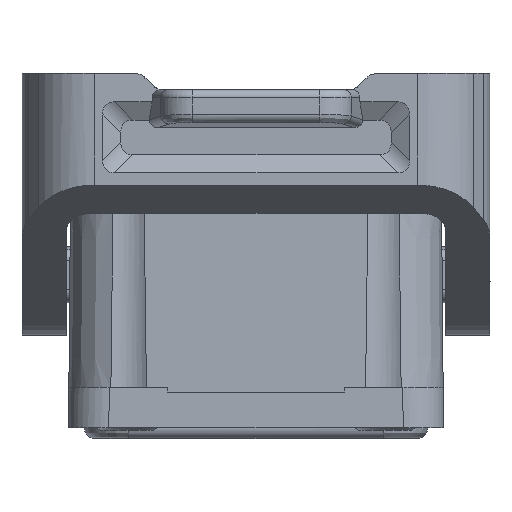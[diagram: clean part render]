
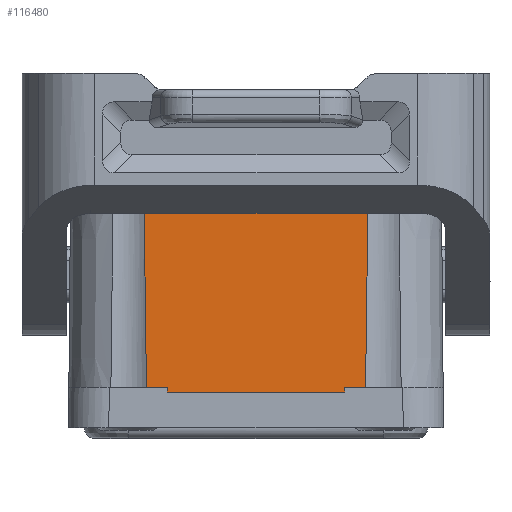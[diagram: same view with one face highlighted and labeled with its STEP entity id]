
A CAD part, left-side view. The second image highlights one B-rep face of the part: STEP entity #116480.
In plain terms, the highlighted face is planar.
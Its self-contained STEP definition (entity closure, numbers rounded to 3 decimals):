
#17630=CARTESIAN_POINT('',(58.753,23.6,-13.865))
;
#17640=VERTEX_POINT('',#17630);
#17670=CARTESIAN_POINT('',(58.753,23.6,0.));
#17680=DIRECTION('',(0.,0.,1.));
#17690=VECTOR('',#17680,1.);
#17700=LINE('',#17670,#17690);
#17710=CARTESIAN_POINT('',(58.753,23.6,13.865));
#17720=VERTEX_POINT('',#17710);
#17730=EDGE_CURVE('',#17640,#17720,#17700,.T.);
#44400=CARTESIAN_POINT('',(62.253,23.6,16.));
#44410=DIRECTION('',(0.,1.,0.));
#44420=DIRECTION('',(1.,0.,0.));
#44430=AXIS2_PLACEMENT_3D('',#44400,#44410,#44420);
#44440=CYLINDRICAL_SURFACE('',#44430,4.1);
#44460=CARTESIAN_POINT('',(58.753,23.6,
0.));
#44470=DIRECTION('',(1.,0.009,
0.));
#44480=DIRECTION('',(0.,0.,-1.));
#44490=AXIS2_PLACEMENT_3D('',#44460,#44470,#44480);
#44500=PLANE('',#44490);
#44510=CARTESIAN_POINT('',(58.945,1.6,
13.578));
#44520=CARTESIAN_POINT('',(58.929,3.433,
13.6));
#44530=CARTESIAN_POINT('',(58.913,5.266,
13.622));
#44540=CARTESIAN_POINT('',(58.898,7.099,
13.645));
#44550=CARTESIAN_POINT('',(58.882,8.932,
13.668));
#44560=CARTESIAN_POINT('',(58.866,10.766,
13.691));
#44570=CARTESIAN_POINT('',(58.85,12.599,
13.715));
#44580=CARTESIAN_POINT('',(58.834,14.432,
13.738));
#44590=CARTESIAN_POINT('',(58.818,16.266,
13.763));
#44600=CARTESIAN_POINT('',(58.802,18.099,
13.788));
#44610=CARTESIAN_POINT('',(58.786,19.933,
13.813));
#44620=CARTESIAN_POINT('',(58.77,21.767,
13.838));
#44630=CARTESIAN_POINT('',(58.753,23.6,
13.865));
#44640=B_SPLINE_CURVE_WITH_KNOTS('',3,(#44510,#44520,#44530,#44540,
#44550,#44560,#44570,#44580,#44590,#44600,#44610,#44620,#44630),
.UNSPECIFIED.,.F.,.F.,(4,3,3,3,4),(0.,5.499,11.,
16.501,22.003),.UNSPECIFIED.);
#44650=SURFACE_CURVE('',#44640,(#44500,#44440),.CURVE_3D.);
#44660=CARTESIAN_POINT('',(58.945,1.6,13.578));
#44670=VERTEX_POINT('',#44660);
#44680=EDGE_CURVE('',#44670,#17720,#44650,.T.);
#66260=CARTESIAN_POINT('',(58.945,1.6,11.));
#66270=VERTEX_POINT('',#66260);
#66300=CARTESIAN_POINT('',(58.959,0.,11.));
#66310=DIRECTION('',(0.009,-1.,
0.));
#66320=VECTOR('',#66310,1.);
#66330=LINE('',#66300,#66320);
#66340=CARTESIAN_POINT('',(58.951,1.,11.));
#66350=VERTEX_POINT('',#66340);
#66360=EDGE_CURVE('',#66270,#66350,#66330,.T.);
#94140=CARTESIAN_POINT('',(58.945,1.6,0.));
#94150=DIRECTION('',(0.,0.,1.));
#94160=VECTOR('',#94150,1.);
#94170=LINE('',#94140,#94160);
#94180=EDGE_CURVE('',#66270,#44670,#94170,.T.);
#95810=CARTESIAN_POINT('',(58.951,1.,-11.));
#95820=VERTEX_POINT('',#95810);
#95920=CARTESIAN_POINT('',(58.951,1.,0.));
#95930=DIRECTION('',(0.,0.,1.));
#95940=VECTOR('',#95930,1.);
#95950=LINE('',#95920,#95940);
#95960=EDGE_CURVE('',#95820,#66350,#95950,.T.);
#101170=CARTESIAN_POINT('',(62.253,23.6,-16.));
#101180=DIRECTION('',(0.,1.,0.));
#101190=DIRECTION('',(1.,0.,0.));
#101200=AXIS2_PLACEMENT_3D('',#101170,#101180,#101190);
#101210=CYLINDRICAL_SURFACE('',#101200,4.1);
#101520=CARTESIAN_POINT('',(58.945,1.6,-13.578)
);
#101530=VERTEX_POINT('',#101520);
#101560=CARTESIAN_POINT('',(58.753,23.6,
-13.865));
#101570=CARTESIAN_POINT('',(58.77,21.767,
-13.838));
#101580=CARTESIAN_POINT('',(58.786,19.933,
-13.813));
#101590=CARTESIAN_POINT('',(58.802,18.099,
-13.788));
#101600=CARTESIAN_POINT('',(58.818,16.266,
-13.763));
#101610=CARTESIAN_POINT('',(58.834,14.432,
-13.738));
#101620=CARTESIAN_POINT('',(58.85,12.599,
-13.715));
#101630=CARTESIAN_POINT('',(58.866,10.766,
-13.691));
#101640=CARTESIAN_POINT('',(58.882,8.932,
-13.668));
#101650=CARTESIAN_POINT('',(58.898,7.099,
-13.645));
#101660=CARTESIAN_POINT('',(58.913,5.266,
-13.622));
#101670=CARTESIAN_POINT('',(58.929,3.433,
-13.6));
#101680=CARTESIAN_POINT('',(58.945,1.6,
-13.578));
#101690=B_SPLINE_CURVE_WITH_KNOTS('',3,(#101560,#101570,#101580,#101590,
#101600,#101610,#101620,#101630,#101640,#101650,#101660,#101670,#101680)
,.UNSPECIFIED.,.F.,.F.,(4,3,3,3,4),(0.,5.502,11.003
,16.503,22.003),.UNSPECIFIED.);
#101700=SURFACE_CURVE('',#101690,(#44500,#101210),.CURVE_3D.);
#101710=EDGE_CURVE('',#17640,#101530,#101700,.T.);
#116060=CARTESIAN_POINT('',(58.945,1.6,-11.));
#116070=VERTEX_POINT('',#116060);
#116170=CARTESIAN_POINT('',(58.959,0.,-11.));
#116180=DIRECTION('',(0.009,-1.,
0.));
#116190=VECTOR('',#116180,1.);
#116200=LINE('',#116170,#116190);
#116210=EDGE_CURVE('',#116070,#95820,#116200,.T.);
#116330=ORIENTED_EDGE('',*,*,#66360,.T.);
#116340=ORIENTED_EDGE('',*,*,#94180,.F.);
#116350=ORIENTED_EDGE('',*,*,#44680,.F.);
#116360=ORIENTED_EDGE('',*,*,#17730,.T.);
#116370=ORIENTED_EDGE('',*,*,#101710,.F.);
#116380=CARTESIAN_POINT('',(58.945,1.6,0.));
#116390=DIRECTION('',(0.,0.,1.));
#116400=VECTOR('',#116390,1.);
#116410=LINE('',#116380,#116400);
#116420=EDGE_CURVE('',#101530,#116070,#116410,.T.);
#116430=ORIENTED_EDGE('',*,*,#116420,.F.);
#116440=ORIENTED_EDGE('',*,*,#116210,.F.);
#116450=ORIENTED_EDGE('',*,*,#95960,.F.);
#116460=EDGE_LOOP('',(#116450,#116440,#116430,#116370,#116360,#116350,
#116340,#116330));
#116470=FACE_OUTER_BOUND('',#116460,.T.);
#116480=ADVANCED_FACE('',(#116470),#44500,.T.);
